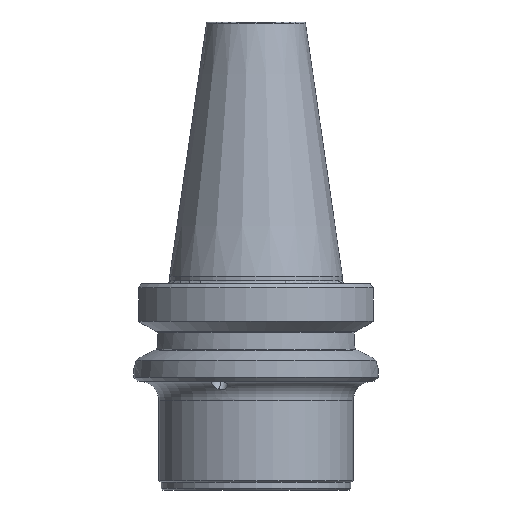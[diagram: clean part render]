
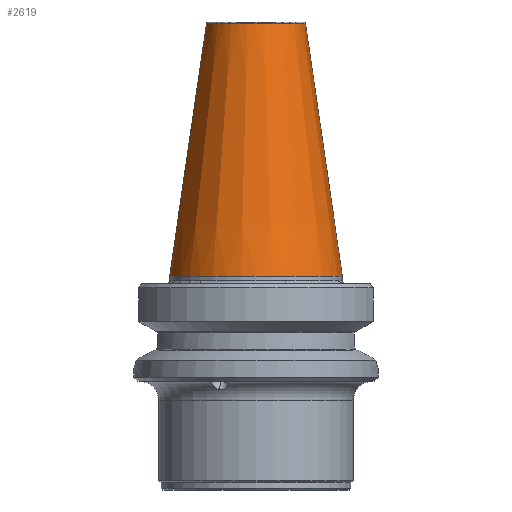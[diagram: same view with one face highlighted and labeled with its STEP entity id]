
A CAD part, front view. The second image highlights one B-rep face of the part: STEP entity #2619.
In plain terms, the highlighted conical face has half-angle 8.297 degrees and reference radius 12.017 mm.
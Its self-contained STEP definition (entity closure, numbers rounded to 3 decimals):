
#1385=EDGE_CURVE('NONE',#1607,#1887,#3344,.F.);
#1505=VERTEX_POINT('NONE',#3479);
#1607=VERTEX_POINT('NONE',#3595);
#1787=EDGE_CURVE('NONE',#1505,#2711,#3791,.T.);
#1887=VERTEX_POINT('NONE',#3900);
#2305=EDGE_CURVE('NONE',#1607,#2711,#4367,.T.);
#2339=EDGE_CURVE('NONE',#1887,#1505,#4404,.T.);
#2619=ADVANCED_FACE('NONE',(#4714),#4715,.T.);
#2711=VERTEX_POINT('NONE',#4822);
#3344=CIRCLE('',#5880,12.736);
#3479=CARTESIAN_POINT('',(22.225,0.,0.0));
#3595=CARTESIAN_POINT('',(-12.736,0.,65.07));
#3791=CIRCLE('',#6892,22.225);
#3900=CARTESIAN_POINT('',(12.736,0.,65.07));
#4367=LINE('',#8050,#8051);
#4404=LINE('',#8148,#8149);
#4714=FACE_OUTER_BOUND('',#8726,.T.);
#4715=CONICAL_SURFACE('',#8727,12.017,0.145);
#4822=CARTESIAN_POINT('',(-22.225,0.,0.0));
#5880=AXIS2_PLACEMENT_3D('',#9914,#9915,#9916);
#6892=AXIS2_PLACEMENT_3D('',#10428,#10429,#10430);
#8050=CARTESIAN_POINT('',(-12.017,0.,70.0));
#8051=VECTOR('',#11133,1000.0);
#8148=CARTESIAN_POINT('',(12.017,0.,70.0));
#8149=VECTOR('',#11174,1000.0);
#8726=EDGE_LOOP('',(#11501,#11502,#11503,#11504));
#8727=AXIS2_PLACEMENT_3D('',#11505,#11506,#11507);
#9914=CARTESIAN_POINT('',(0.0,0.0,65.07));
#9915=DIRECTION('',(0.0,0.0,-1.0));
#9916=DIRECTION('',(1.0,0.,0.0));
#10428=CARTESIAN_POINT('',(0.0,0.0,0.0));
#10429=DIRECTION('',(0.0,0.0,-1.0));
#10430=DIRECTION('',(-1.0,0.,0.0));
#11133=DIRECTION('',(-0.144,0.,-0.99));
#11174=DIRECTION('',(0.144,0.,-0.99));
#11501=ORIENTED_EDGE('',*,*,#1385,.F.);
#11502=ORIENTED_EDGE('',*,*,#2305,.T.);
#11503=ORIENTED_EDGE('',*,*,#1787,.F.);
#11504=ORIENTED_EDGE('',*,*,#2339,.F.);
#11505=CARTESIAN_POINT('',(0.0,0.0,70.0));
#11506=DIRECTION('',(-0.0,-0.0,-1.0));
#11507=DIRECTION('',(1.0,0.,-0.0));
